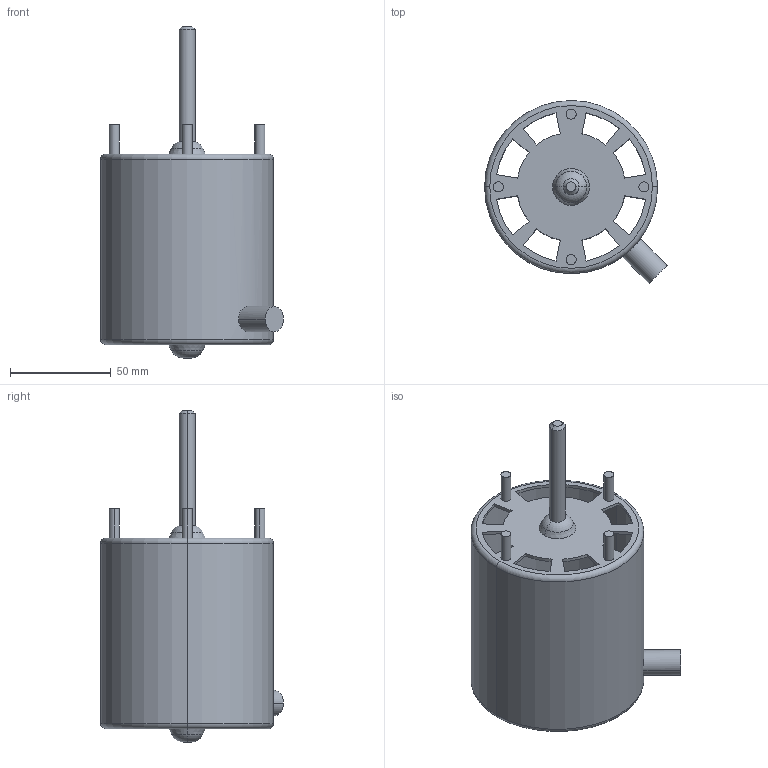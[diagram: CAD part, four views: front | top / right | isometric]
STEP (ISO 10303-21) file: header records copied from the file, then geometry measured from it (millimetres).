
FILE_DESCRIPTION (( 'STEP AP203' ), '1' );
FILE_NAME ('119-5659.STEP', '2024-12-02T14:12:22', ( '' ), ( '' ), 'SwSTEP 2.0', 'SolidWorks 2022', '' );
FILE_SCHEMA (( 'CONFIG_CONTROL_DESIGN' ));
Length unit declared in the file: inch
Products named in the file (1): 119-5659
Bounding box: 90.59 x 90.59 x 164.59 mm (x, y, z)
Volume: 56612.6 mm3; surface area: 70238.4 mm2
Topology: 1 solids, 1 shells, 121 faces, 302 edges, 194 vertices
Faces by surface type: cylinder 50, plane 45, torus 16, cone 10
Entity records: 3863 total; most frequent: CARTESIAN_POINT 702, DIRECTION 688, ORIENTED_EDGE 604, EDGE_CURVE 302, AXIS2_PLACEMENT_3D 266, VERTEX_POINT 194, EDGE_LOOP 162, LINE 156
